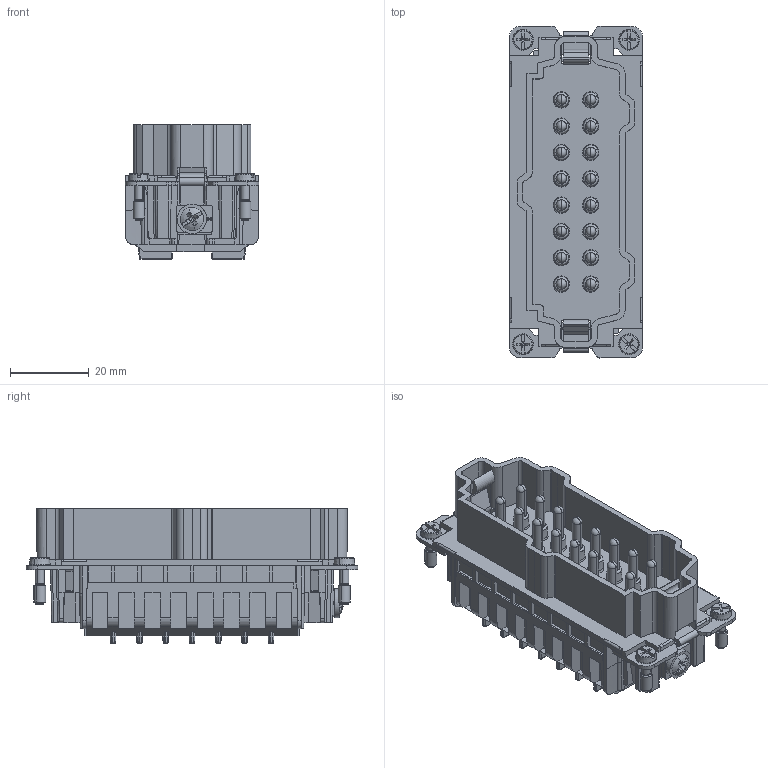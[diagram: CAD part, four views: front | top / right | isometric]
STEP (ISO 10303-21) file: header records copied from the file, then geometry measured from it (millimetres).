
FILE_DESCRIPTION(('CATIA V5 STEP Exchange','CAx-IF Rec.Pracs.--- Model Styling and Organization---1.5--- 2016-08-15','CAx-IF Rec.Pracs.---Supplemental Geometry---1.0---2011-11-01','CAx-IF Rec.Pracs.--- Composite Materials ---1.1---2010-07-15'),'2;1');
FILE_NAME ('1968686-2_0', '2025-04-28T10:04:07+00:00', ('none'), ('Weidmueller'), 'CATIA Version 5-6 Release 2022 SP4 HF5', 'CATIA V5 STEP AP214 v3', 'none');
FILE_SCHEMA(('AUTOMOTIVE_DESIGN { 1 0 10303 214 1 1 1 1 }'));
Products named in the file (1): 3001250000
Bounding box: 34 x 84.5 x 34.25 mm (x, y, z)
Volume: 41165 mm3; surface area: 27244.2 mm2
Topology: 1 solids, 8 shells, 2103 faces, 6032 edges, 3996 vertices
Faces by surface type: plane 1314, cylinder 496, cone 121, torus 96, bspline 64, extrusion 10, sphere 2
Entity records: 68043 total; most frequent: CARTESIAN_POINT 18342, ORIENTED_EDGE 12042, DIRECTION 7489, EDGE_CURVE 6021, VECTOR 4145, LINE 4135, VERTEX_POINT 3996, AXIS2_PLACEMENT_3D 2220
